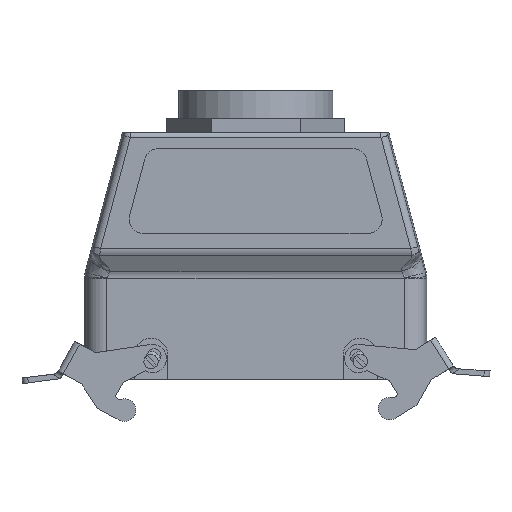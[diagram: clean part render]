
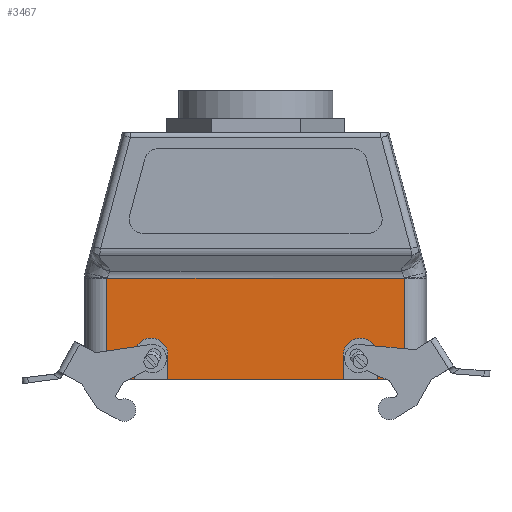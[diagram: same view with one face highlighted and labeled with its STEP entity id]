
A CAD part, front view. The second image highlights one B-rep face of the part: STEP entity #3467.
In plain terms, the highlighted planar face has unit normal (0, -1, 0).
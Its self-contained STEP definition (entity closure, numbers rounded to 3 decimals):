
#640=CARTESIAN_POINT('',(52.631,-21.5,-9.));
#641=VERTEX_POINT('',#640);
#649=CARTESIAN_POINT('',(43.0,-21.5,-9.));
#650=VERTEX_POINT('',#649);
#651=CARTESIAN_POINT('',(52.631,-21.5,-9.));
#652=DIRECTION('',(-1.0,0.0,0.0));
#653=VECTOR('',#652,9.631);
#654=LINE('',#651,#653);
#655=EDGE_CURVE('',#641,#650,#654,.T.);
#673=CARTESIAN_POINT('',(31.0,-21.5,-9.));
#674=VERTEX_POINT('',#673);
#681=CARTESIAN_POINT('',(-31.0,-21.5,-9.0));
#682=VERTEX_POINT('',#681);
#683=CARTESIAN_POINT('',(31.0,-21.5,-9.));
#684=DIRECTION('',(-1.0,0.0,0.0));
#685=VECTOR('',#684,62.0);
#686=LINE('',#683,#685);
#687=EDGE_CURVE('',#674,#682,#686,.T.);
#705=CARTESIAN_POINT('',(-43.0,-21.5,-9.0));
#706=VERTEX_POINT('',#705);
#713=CARTESIAN_POINT('',(-52.631,-21.5,-9.));
#714=VERTEX_POINT('',#713);
#715=CARTESIAN_POINT('',(-43.0,-21.5,-9.));
#716=DIRECTION('',(-1.0,0.0,0.0));
#717=VECTOR('',#716,9.631);
#718=LINE('',#715,#717);
#719=EDGE_CURVE('',#706,#714,#718,.T.);
#3389=CARTESIAN_POINT('',(66.55,-21.5,-10.5));
#3390=DIRECTION('',(0.0,-1.0,0.0));
#3391=DIRECTION('',(0.0,0.0,-1.0));
#3392=AXIS2_PLACEMENT_3D('',#3389,#3390,#3391);
#3393=PLANE('',#3392);
#3394=ORIENTED_EDGE('',*,*,#655,.F.);
#3395=CARTESIAN_POINT('',(52.631,-21.5,26.66));
#3396=VERTEX_POINT('',#3395);
#3397=CARTESIAN_POINT('',(52.631,-21.5,-9.));
#3398=DIRECTION('',(0.0,0.0,1.0));
#3399=VECTOR('',#3398,35.66);
#3400=LINE('',#3397,#3399);
#3401=EDGE_CURVE('',#641,#3396,#3400,.T.);
#3402=ORIENTED_EDGE('',*,*,#3401,.T.);
#3403=CARTESIAN_POINT('',(-52.631,-21.5,26.66));
#3404=VERTEX_POINT('',#3403);
#3405=CARTESIAN_POINT('',(52.631,-21.5,26.66));
#3406=DIRECTION('',(-1.0,0.0,0.0));
#3407=VECTOR('',#3406,105.262);
#3408=LINE('',#3405,#3407);
#3409=EDGE_CURVE('',#3396,#3404,#3408,.T.);
#3410=ORIENTED_EDGE('',*,*,#3409,.T.);
#3411=CARTESIAN_POINT('',(-52.631,-21.5,26.66));
#3412=DIRECTION('',(0.0,0.0,-1.0));
#3413=VECTOR('',#3412,35.66);
#3414=LINE('',#3411,#3413);
#3415=EDGE_CURVE('',#3404,#714,#3414,.T.);
#3416=ORIENTED_EDGE('',*,*,#3415,.T.);
#3417=ORIENTED_EDGE('',*,*,#719,.F.);
#3418=CARTESIAN_POINT('',(-43.0,-21.5,-0.5));
#3419=VERTEX_POINT('',#3418);
#3420=CARTESIAN_POINT('',(-43.0,-21.5,-0.5));
#3421=DIRECTION('',(0.0,0.0,-1.0));
#3422=VECTOR('',#3421,8.5);
#3423=LINE('',#3420,#3422);
#3424=EDGE_CURVE('',#3419,#706,#3423,.T.);
#3425=ORIENTED_EDGE('',*,*,#3424,.F.);
#3426=CARTESIAN_POINT('',(-31.0,-21.5,-0.5));
#3427=VERTEX_POINT('',#3426);
#3428=CARTESIAN_POINT('',(-37.0,-21.5,-0.5));
#3429=DIRECTION('',(0.0,-1.0,0.0));
#3430=DIRECTION('',(0.0,0.0,-1.0));
#3431=AXIS2_PLACEMENT_3D('',#3428,#3429,#3430);
#3432=CIRCLE('',#3431,6.);
#3433=EDGE_CURVE('',#3427,#3419,#3432,.T.);
#3434=ORIENTED_EDGE('',*,*,#3433,.F.);
#3435=CARTESIAN_POINT('',(-31.0,-21.5,-9.0));
#3436=DIRECTION('',(0.0,0.0,1.0));
#3437=VECTOR('',#3436,8.5);
#3438=LINE('',#3435,#3437);
#3439=EDGE_CURVE('',#682,#3427,#3438,.T.);
#3440=ORIENTED_EDGE('',*,*,#3439,.F.);
#3441=ORIENTED_EDGE('',*,*,#687,.F.);
#3442=CARTESIAN_POINT('',(31.0,-21.5,-0.5));
#3443=VERTEX_POINT('',#3442);
#3444=CARTESIAN_POINT('',(31.0,-21.5,-0.5));
#3445=DIRECTION('',(0.0,0.0,-1.0));
#3446=VECTOR('',#3445,8.5);
#3447=LINE('',#3444,#3446);
#3448=EDGE_CURVE('',#3443,#674,#3447,.T.);
#3449=ORIENTED_EDGE('',*,*,#3448,.F.);
#3450=CARTESIAN_POINT('',(43.0,-21.5,-0.5));
#3451=VERTEX_POINT('',#3450);
#3452=CARTESIAN_POINT('',(37.0,-21.5,-0.5));
#3453=DIRECTION('',(0.0,-1.0,0.0));
#3454=DIRECTION('',(0.0,0.0,-1.0));
#3455=AXIS2_PLACEMENT_3D('',#3452,#3453,#3454);
#3456=CIRCLE('',#3455,6.);
#3457=EDGE_CURVE('',#3451,#3443,#3456,.T.);
#3458=ORIENTED_EDGE('',*,*,#3457,.F.);
#3459=CARTESIAN_POINT('',(43.0,-21.5,-9.));
#3460=DIRECTION('',(0.0,0.0,1.0));
#3461=VECTOR('',#3460,8.5);
#3462=LINE('',#3459,#3461);
#3463=EDGE_CURVE('',#650,#3451,#3462,.T.);
#3464=ORIENTED_EDGE('',*,*,#3463,.F.);
#3465=EDGE_LOOP('',(#3394,#3402,#3410,#3416,#3417,#3425,#3434,#3440,#3441,#3449,#3458,#3464));
#3466=FACE_OUTER_BOUND('',#3465,.T.);
#3467=ADVANCED_FACE('',(#3466),#3393,.T.);
